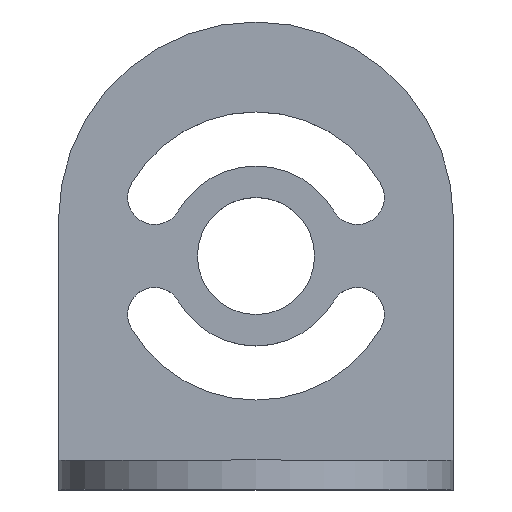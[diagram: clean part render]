
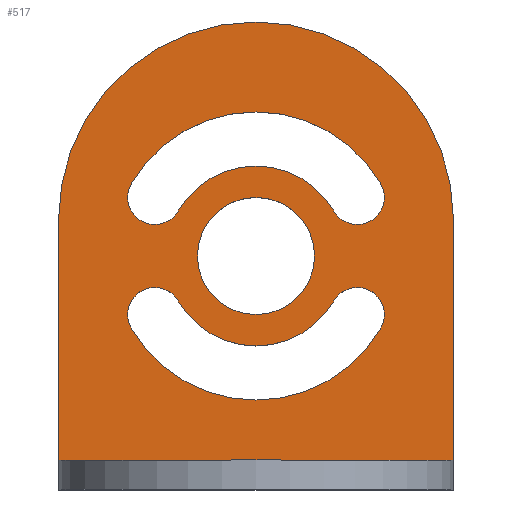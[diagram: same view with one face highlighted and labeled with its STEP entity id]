
A CAD part, top view. The second image highlights one B-rep face of the part: STEP entity #517.
In plain terms, the highlighted planar face has unit normal (0, 0, 1).
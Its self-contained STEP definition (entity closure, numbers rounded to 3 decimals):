
#21=FACE_BOUND('',#81,.T.);
#22=FACE_BOUND('',#82,.T.);
#23=FACE_BOUND('',#83,.T.);
#31=PLANE('',#590);
#47=FACE_OUTER_BOUND('',#80,.T.);
#80=EDGE_LOOP('',(#412,#413,#414,#415));
#81=EDGE_LOOP('',(#416,#417,#418,#419));
#82=EDGE_LOOP('',(#420,#421,#422,#423));
#83=EDGE_LOOP('',(#424));
#124=LINE('',#902,#157);
#129=LINE('',#913,#162);
#131=LINE('',#917,#164);
#157=VECTOR('',#728,1000.);
#162=VECTOR('',#737,1000.);
#164=VECTOR('',#743,1000.);
#175=CIRCLE('',#560,1.85);
#177=CIRCLE('',#563,1.85);
#179=CIRCLE('',#566,9.85);
#181=CIRCLE('',#569,6.15);
#183=CIRCLE('',#572,4.);
#197=CIRCLE('',#591,13.5);
#198=CIRCLE('',#592,6.15);
#199=CIRCLE('',#593,9.85);
#200=CIRCLE('',#594,1.85);
#201=CIRCLE('',#595,1.85);
#225=VERTEX_POINT('',#830);
#226=VERTEX_POINT('',#831);
#229=VERTEX_POINT('',#839);
#230=VERTEX_POINT('',#840);
#233=VERTEX_POINT('',#848);
#234=VERTEX_POINT('',#849);
#237=VERTEX_POINT('',#857);
#238=VERTEX_POINT('',#858);
#241=VERTEX_POINT('',#866);
#251=VERTEX_POINT('',#899);
#252=VERTEX_POINT('',#901);
#255=VERTEX_POINT('',#910);
#256=VERTEX_POINT('',#912);
#276=EDGE_CURVE('',#225,#226,#175,.T.);
#280=EDGE_CURVE('',#229,#230,#177,.T.);
#284=EDGE_CURVE('',#233,#234,#179,.T.);
#288=EDGE_CURVE('',#237,#238,#181,.T.);
#292=EDGE_CURVE('',#241,#241,#183,.T.);
#313=EDGE_CURVE('',#252,#251,#124,.T.);
#319=EDGE_CURVE('',#255,#256,#129,.T.);
#321=EDGE_CURVE('',#251,#256,#197,.T.);
#322=EDGE_CURVE('',#255,#252,#131,.T.);
#323=EDGE_CURVE('',#226,#229,#198,.T.);
#324=EDGE_CURVE('',#230,#225,#199,.T.);
#325=EDGE_CURVE('',#238,#233,#200,.T.);
#326=EDGE_CURVE('',#234,#237,#201,.T.);
#412=ORIENTED_EDGE('',*,*,#321,.T.);
#413=ORIENTED_EDGE('',*,*,#319,.F.);
#414=ORIENTED_EDGE('',*,*,#322,.T.);
#415=ORIENTED_EDGE('',*,*,#313,.T.);
#416=ORIENTED_EDGE('',*,*,#323,.T.);
#417=ORIENTED_EDGE('',*,*,#280,.T.);
#418=ORIENTED_EDGE('',*,*,#324,.T.);
#419=ORIENTED_EDGE('',*,*,#276,.T.);
#420=ORIENTED_EDGE('',*,*,#288,.T.);
#421=ORIENTED_EDGE('',*,*,#325,.T.);
#422=ORIENTED_EDGE('',*,*,#284,.T.);
#423=ORIENTED_EDGE('',*,*,#326,.T.);
#424=ORIENTED_EDGE('',*,*,#292,.T.);
#517=ADVANCED_FACE('',(#47,#21,#22,#23),#31,.F.);
#560=AXIS2_PLACEMENT_3D('',#832,#656,#657);
#563=AXIS2_PLACEMENT_3D('',#841,#664,#665);
#566=AXIS2_PLACEMENT_3D('',#850,#672,#673);
#569=AXIS2_PLACEMENT_3D('',#859,#680,#681);
#572=AXIS2_PLACEMENT_3D('',#867,#688,#689);
#590=AXIS2_PLACEMENT_3D('',#915,#739,#740);
#591=AXIS2_PLACEMENT_3D('',#916,#741,#742);
#592=AXIS2_PLACEMENT_3D('',#918,#744,#745);
#593=AXIS2_PLACEMENT_3D('',#919,#746,#747);
#594=AXIS2_PLACEMENT_3D('',#920,#748,#749);
#595=AXIS2_PLACEMENT_3D('',#921,#750,#751);
#656=DIRECTION('center_axis',(0.,0.,-1.));
#657=DIRECTION('ref_axis',(0.,1.,0.));
#664=DIRECTION('center_axis',(0.,0.,-1.));
#665=DIRECTION('ref_axis',(0.,1.,0.));
#672=DIRECTION('center_axis',(0.,0.,-1.));
#673=DIRECTION('ref_axis',(0.,1.,0.));
#680=DIRECTION('center_axis',(0.,0.,1.));
#681=DIRECTION('ref_axis',(0.,1.,0.));
#688=DIRECTION('center_axis',(0.,0.,-1.));
#689=DIRECTION('ref_axis',(0.,1.,0.));
#728=DIRECTION('',(0.,1.,0.));
#737=DIRECTION('',(0.,1.,0.));
#739=DIRECTION('center_axis',(0.,0.,-1.));
#740=DIRECTION('ref_axis',(0.,1.,0.));
#741=DIRECTION('center_axis',(0.,0.,1.));
#742=DIRECTION('ref_axis',(0.,1.,0.));
#743=DIRECTION('',(1.,0.,0.));
#744=DIRECTION('center_axis',(0.,0.,1.));
#745=DIRECTION('ref_axis',(0.,1.,0.));
#746=DIRECTION('center_axis',(0.,0.,-1.));
#747=DIRECTION('ref_axis',(0.,1.,0.));
#748=DIRECTION('center_axis',(0.,0.,-1.));
#749=DIRECTION('ref_axis',(0.,1.,0.));
#750=DIRECTION('center_axis',(0.,0.,-1.));
#751=DIRECTION('ref_axis',(0.,1.,0.));
#830=CARTESIAN_POINT('',(-8.53,-4.925,-14.));
#831=CARTESIAN_POINT('',(-5.326,-3.075,-14.));
#832=CARTESIAN_POINT('Origin',(-6.928,-4.,-14.));
#839=CARTESIAN_POINT('',(5.326,-3.075,-14.));
#840=CARTESIAN_POINT('',(8.53,-4.925,-14.));
#841=CARTESIAN_POINT('Origin',(6.928,-4.,-14.));
#848=CARTESIAN_POINT('',(-8.53,4.925,-14.));
#849=CARTESIAN_POINT('',(8.53,4.925,-14.));
#850=CARTESIAN_POINT('Origin',(0.,0.,
-14.));
#857=CARTESIAN_POINT('',(5.326,3.075,-14.));
#858=CARTESIAN_POINT('',(-5.326,3.075,-14.));
#859=CARTESIAN_POINT('Origin',(0.,0.,
-14.));
#866=CARTESIAN_POINT('',(0.,-4.,-14.));
#867=CARTESIAN_POINT('Origin',(0.,0.,-14.));
#899=CARTESIAN_POINT('',(13.5,2.5,-14.));
#901=CARTESIAN_POINT('',(13.5,-14.,-14.));
#902=CARTESIAN_POINT('',(13.5,16.,-14.));
#910=CARTESIAN_POINT('',(-13.5,-14.,-14.));
#912=CARTESIAN_POINT('',(-13.5,2.5,-14.));
#913=CARTESIAN_POINT('',(-13.5,-16.,-14.));
#915=CARTESIAN_POINT('Origin',(-18.5,16.,-14.));
#916=CARTESIAN_POINT('Origin',(0.,2.5,-14.));
#917=CARTESIAN_POINT('',(-18.5,-14.,-14.));
#918=CARTESIAN_POINT('Origin',(0.,0.,
-14.));
#919=CARTESIAN_POINT('Origin',(0.,0.,
-14.));
#920=CARTESIAN_POINT('Origin',(-6.928,4.,-14.));
#921=CARTESIAN_POINT('Origin',(6.928,4.,-14.));
